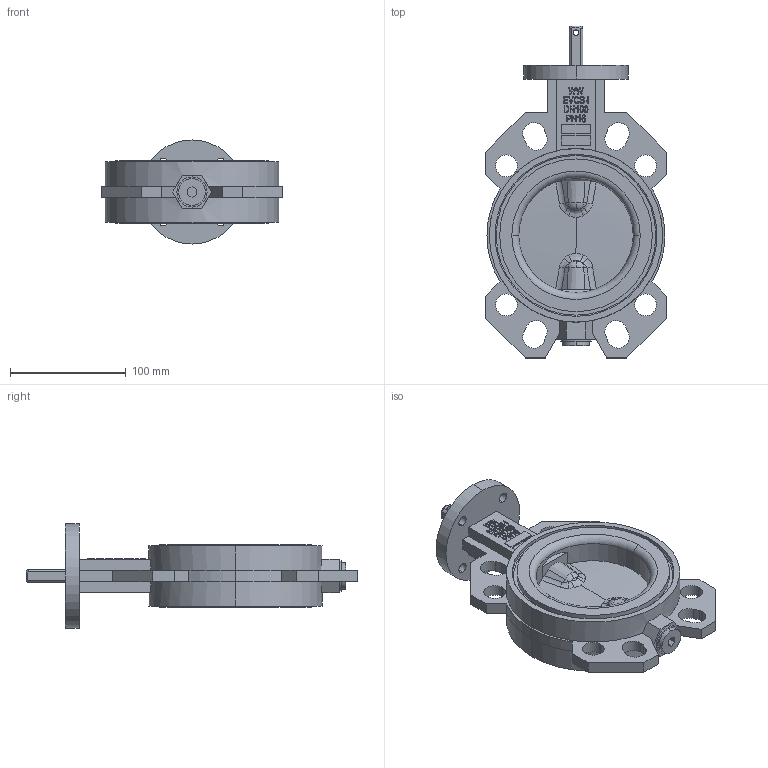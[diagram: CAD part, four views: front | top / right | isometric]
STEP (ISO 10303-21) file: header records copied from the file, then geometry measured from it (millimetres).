
FILE_DESCRIPTION (( 'STEP AP214' ), '1' );
FILE_NAME ('EVCS-i DN100 PN16 F07-L12.STEP', '2024-04-24T10:28:29', ( '' ), ( '' ), 'SwSTEP 2.0', 'SolidWorks 2015', '' );
FILE_SCHEMA (( 'AUTOMOTIVE_DESIGN' ));
Length unit declared in the file: millimetre
Products named in the file (1): EVCS-i DN100 PN16 F07-L12
Bounding box: 156 x 287 x 90 mm (x, y, z)
Volume: 804167 mm3; surface area: 129137.5 mm2
Topology: 1 solids, 1 shells, 442 faces, 1166 edges, 763 vertices
Faces by surface type: plane 230, bspline 100, cylinder 72, torus 24, cone 12, sphere 4
Entity records: 22689 total; most frequent: CARTESIAN_POINT 8242, ORIENTED_EDGE 2332, DIRECTION 1843, EDGE_CURVE 1166, VERTEX_POINT 763, VECTOR 691, LINE 691, AXIS2_PLACEMENT_3D 576
